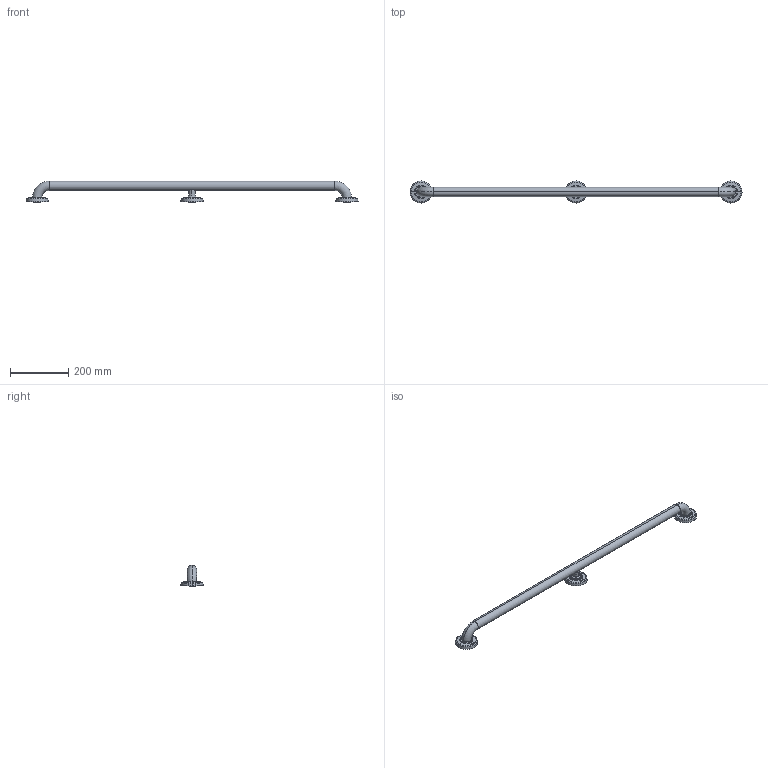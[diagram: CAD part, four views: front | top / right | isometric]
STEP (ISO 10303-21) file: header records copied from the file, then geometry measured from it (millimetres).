
FILE_DESCRIPTION((''),'2;1');
FILE_NAME('990-3942_ASM','2017-07-18T',('rsmith'),(''),'PRO/ENGINEER BY PARAMETRIC TECHNOLOGY CORPORATION, 2013150','PRO/ENGINEER BY PARAMETRIC TECHNOLOGY CORPORATION, 2013150','');
FILE_SCHEMA(('CONFIG_CONTROL_DESIGN'));
Length unit declared in the file: inch
Products named in the file (11): 1995; 20-287_ASM; 80532_THREADS; 50869; 7-727_ASM; 80542; 92385; 92384; 5086_ASM; 0372; 990-3942_ASM
Assembly tree (15 placements, depth 4):
  990-3942_ASM
    20-287_ASM  x3
      1995
    5086_ASM
      7-727_ASM
        80532_THREADS
        50869  x2
      80542
      92385
      92384
    0372  x3
Bounding box: 1143 x 76.2 x 73.96 mm (x, y, z)
Volume: 274245 mm3; surface area: 446901.2 mm2
Topology: 12 solids, 38 shells, 1258 faces, 3363 edges, 2188 vertices
Faces by surface type: cylinder 361, plane 356, bspline 215, extrusion 141, torus 97, cone 46, sphere 42
Entity records: 39093 total; most frequent: CARTESIAN_POINT 25840, ORIENTED_EDGE 2938, DIRECTION 2247, EDGE_CURVE 1505, VERTEX_POINT 975, AXIS2_PLACEMENT_3D 857, B_SPLINE_CURVE_WITH_KNOTS 670, EDGE_LOOP 617
